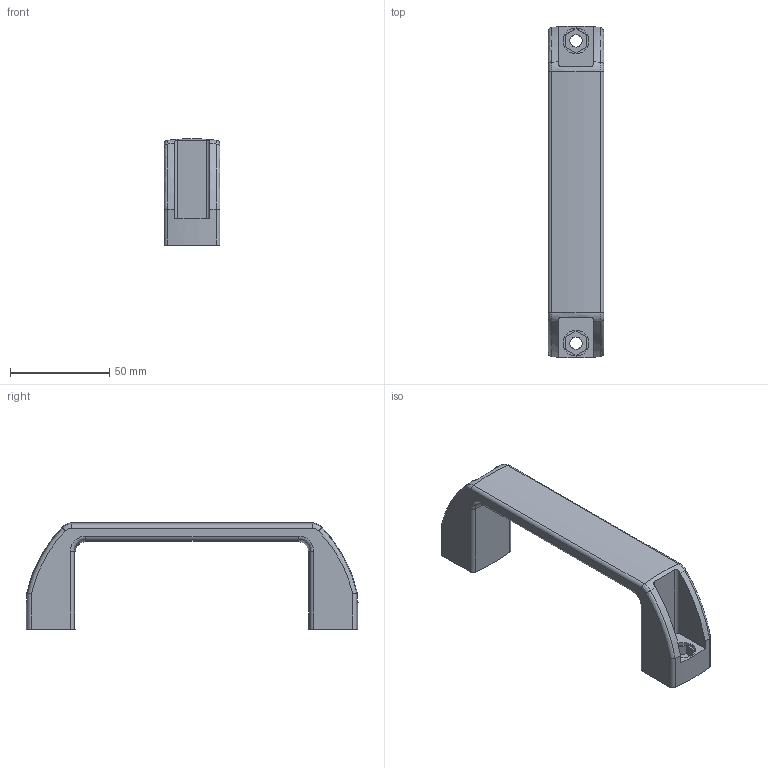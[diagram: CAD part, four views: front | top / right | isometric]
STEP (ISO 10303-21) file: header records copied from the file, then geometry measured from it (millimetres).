
FILE_DESCRIPTION (( 'STEP AP203' ), '1' );
FILE_NAME ('402750002_c_1.STEP', '2023-03-31T04:00:27', ( '' ), ( '' ), 'SwSTEP 2.0', 'SolidWorks 2014', '' );
FILE_SCHEMA (( 'CONFIG_CONTROL_DESIGN' ));
Length unit declared in the file: millimetre
Products named in the file (1): 402750002_c_1
Bounding box: 28 x 166.91 x 53.42 mm (x, y, z)
Volume: 64069.6 mm3; surface area: 23460.3 mm2
Topology: 1 solids, 1 shells, 102 faces, 248 edges, 156 vertices
Faces by surface type: cylinder 46, plane 36, bspline 14, torus 6
Entity records: 3369 total; most frequent: CARTESIAN_POINT 939, DIRECTION 500, ORIENTED_EDGE 488, EDGE_CURVE 244, AXIS2_PLACEMENT_3D 197, VERTEX_POINT 156, EDGE_LOOP 118, CIRCLE 108
